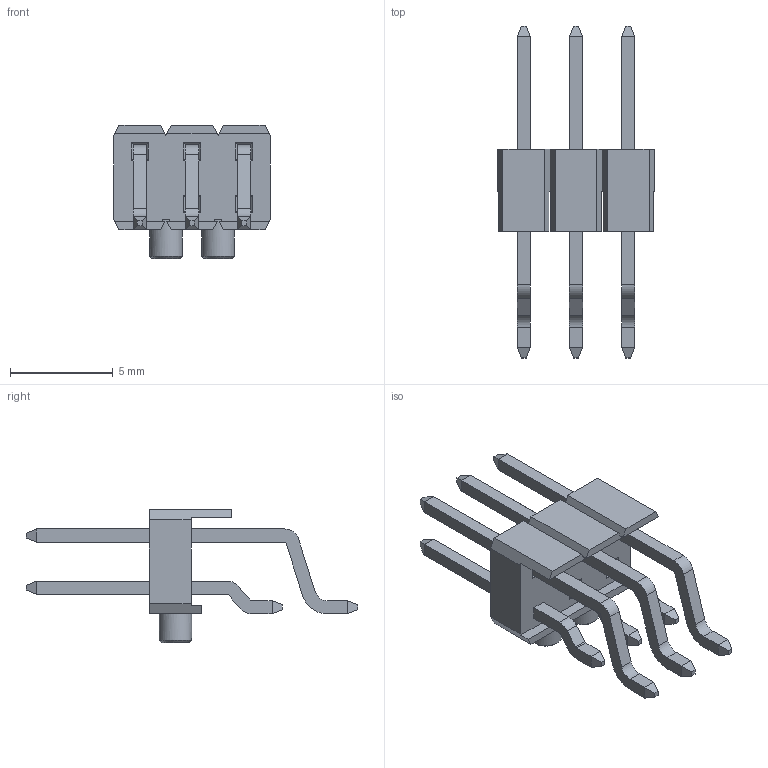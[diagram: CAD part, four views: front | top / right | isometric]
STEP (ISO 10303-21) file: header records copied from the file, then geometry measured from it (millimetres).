
FILE_DESCRIPTION(/* description */ ('Unknown'),/* implementation_level */ '2;1');
FILE_NAME(/* name */ 'J_Wurth_WR-PHD_610106249121',/* time_stamp */ '2025-04-14T14:10:12+08:00',/* author */ ('Unknown'),/* organization */ ('Unknown'),/* preprocessor_version */ 'ST-DEVELOPER v19.4',/* originating_system */ 'Solid Edge',/* authorisation */ 'Unknown');
FILE_SCHEMA (('AUTOMOTIVE_DESIGN {1 0 10303 214 3 1 1}'));
Length unit declared in the file: millimetre
Products named in the file (2): J_Wurth_WR-PHD_610106249121
Assembly tree (1 placements, depth 2):
  J_Wurth_WR-PHD_610106249121
    J_Wurth_WR-PHD_610106249121
Bounding box: 7.62 x 16.16 x 6.48 mm (x, y, z)
Volume: 122 mm3; surface area: 388 mm2
Topology: 1 solids, 1 shells, 246 faces, 602 edges, 370 vertices
Faces by surface type: plane 218, cylinder 26, cone 2
Full cylindrical faces by diameter (mm): 1.58 x2
Entity records: 8752 total; most frequent: CARTESIAN_POINT 1212, ORIENTED_EDGE 1192, DIRECTION 1162, EDGE_CURVE 596, LINE 526, VECTOR 526, VERTEX_POINT 368, AXIS2_PLACEMENT_3D 318
